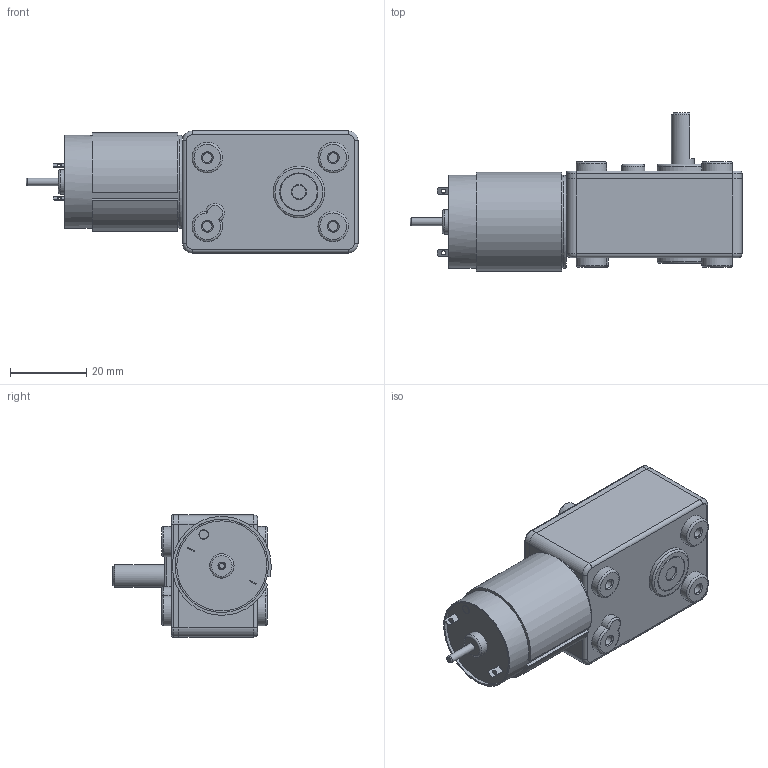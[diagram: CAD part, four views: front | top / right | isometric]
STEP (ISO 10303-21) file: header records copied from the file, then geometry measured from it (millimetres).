
FILE_DESCRIPTION(/* description */ ('Unknown'),/* implementation_level */ '2;1');
FILE_NAME(/* name */ 'WRD3231',/* time_stamp */ '2022-11-07T16:43:49+01:00',/* author */ ('Unknown'),/* organization */ ('Unknown'),/* preprocessor_version */ 'ST-DEVELOPER v18.1',/* originating_system */ 'Solid Edge',/* authorisation */ 'Unknown');
FILE_SCHEMA (('AUTOMOTIVE_DESIGN {1 0 10303 214 3 1 1}'));
Length unit declared in the file: millimetre
Products named in the file (10): WRD3231; TOP_H; UP_BUSHING; PIN; LOWER_H; BOTTOM_BUSHING; WRD3231_MOTOR; WRD3231_SCREW; RED_MARK; SHAFT_A
Assembly tree (13 placements, depth 2):
  WRD3231
    TOP_H
    UP_BUSHING
    PIN  x2
    LOWER_H
    BOTTOM_BUSHING
    WRD3231_MOTOR
    WRD3231_SCREW  x4
    RED_MARK
    SHAFT_A
Bounding box: 87 x 41.48 x 32 mm (x, y, z)
Volume: 30404.4 mm3; surface area: 19508.3 mm2
Topology: 13 solids, 13 shells, 1030 faces, 2517 edges, 1572 vertices
Faces by surface type: plane 450, cylinder 392, bspline 84, torus 64, cone 36, sphere 4
Full cylindrical faces by diameter (mm): 1.2 x2, 1.85 x62, 1.95 x80, 2 x3, 2.2 x4, 2.44 x1, 2.45 x1, 2.48 x3, 2.5 x15, 3 x4, 3.2 x2, 3.35 x4, 3.4 x4, 3.5 x4, 4 x2, 5 x4, 6 x3, 6.37 x1, 6.4 x1, 6.5 x1, 8 x6, 10 x4, 13 x3, 13.1 x1, 13.5 x2, 23.6 x1, 24.4 x1
Entity records: 31684 total; most frequent: CARTESIAN_POINT 13422, DIRECTION 3601, ORIENTED_EDGE 3236, EDGE_CURVE 1618, AXIS2_PLACEMENT_3D 1411, VERTEX_POINT 1055, EDGE_LOOP 971, FACE_BOUND 971
